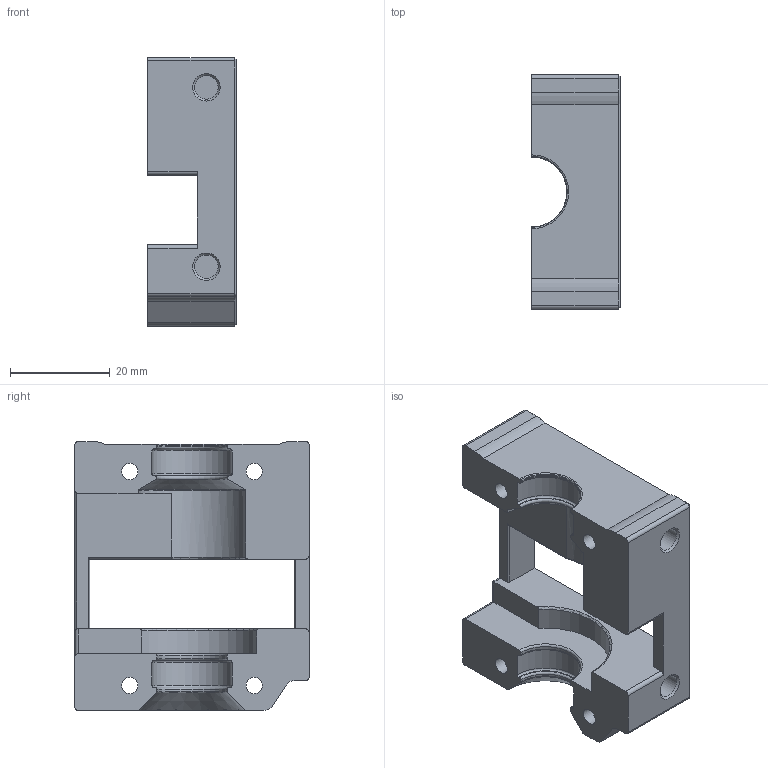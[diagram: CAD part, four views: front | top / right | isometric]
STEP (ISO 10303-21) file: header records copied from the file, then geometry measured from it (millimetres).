
FILE_DESCRIPTION(/* description */ (''),/* implementation_level */ '2;1');
FILE_NAME(/* name */ 'z_gearbox_inner_half_x2_0.4mm.step',/* time_stamp */ '2025-12-17T00:04:34-05:00',/* author */ (''),/* organization */ (''),/* preprocessor_version */ 'ST-DEVELOPER v20.1',/* originating_system */ 'Autodesk Translation Framework v14.21.0.0',/* authorisation */ '');
FILE_SCHEMA (('AUTOMOTIVE_DESIGN { 1 0 10303 214 3 1 1 }'));
Length unit declared in the file: millimetre
Products named in the file (1): z_gearbox_inner_half_x2
Bounding box: 17.8 x 47 x 54 mm (x, y, z)
Volume: 23809.1 mm3; surface area: 9361.6 mm2
Topology: 1 solids, 1 shells, 111 faces, 291 edges, 183 vertices
Faces by surface type: plane 41, cylinder 34, cone 20, torus 16
Full cylindrical faces by diameter (mm): 3.3 x4, 4.7 x6
Entity records: 3521 total; most frequent: DIRECTION 643, CARTESIAN_POINT 623, ORIENTED_EDGE 582, EDGE_CURVE 291, AXIS2_PLACEMENT_3D 245, VERTEX_POINT 183, LINE 153, VECTOR 153
